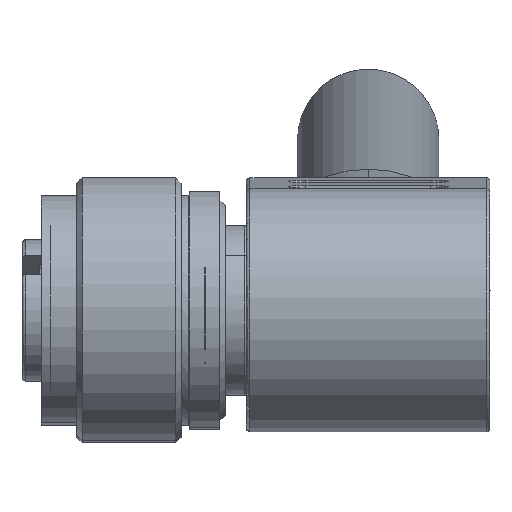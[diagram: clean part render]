
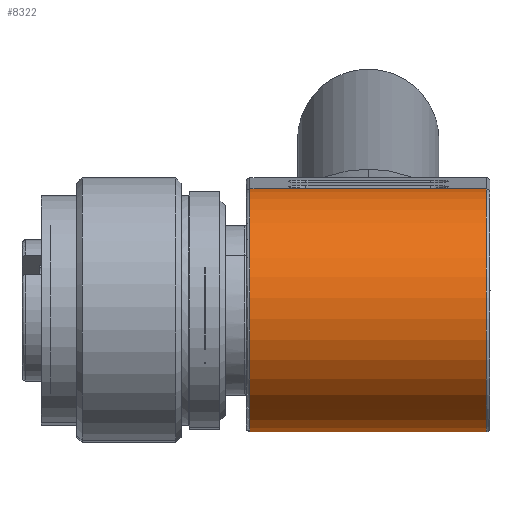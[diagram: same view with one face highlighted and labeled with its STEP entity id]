
A CAD part, top view. The second image highlights one B-rep face of the part: STEP entity #8322.
In plain terms, the highlighted cylindrical face has radius 6.891 mm (diameter 13.782 mm), a partial arc.
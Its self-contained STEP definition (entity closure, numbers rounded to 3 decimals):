
#2007=CARTESIAN_POINT('',(15.125,0.,
0.));
#2008=DIRECTION('',(1.,0.,0.));
#2009=DIRECTION('',(0.,0.997,0.077));
#2010=AXIS2_PLACEMENT_3D('',#2007,#2008,#2009);
#2027=DIRECTION('',(1.,0.,0.));
#2028=VECTOR('',#2027,13.38);
#2029=CARTESIAN_POINT('',(15.125,6.871,0.529));
#2030=LINE('',#2029,#2028);
#2031=DIRECTION('',(-1.,0.,0.));
#2032=VECTOR('',#2031,13.38);
#2033=CARTESIAN_POINT('',(28.505,-6.871,
-0.529));
#2034=LINE('',#2033,#2032);
#2284=CARTESIAN_POINT('',(28.505,0.,
0.));
#2285=DIRECTION('',(-1.,0.,0.));
#2286=DIRECTION('',(0.,-0.997,-0.077));
#2287=AXIS2_PLACEMENT_3D('',#2284,#2285,#2286);
#5041=CARTESIAN_POINT('',(28.505,-6.871,
-0.529));
#5042=VERTEX_POINT('',#5041);
#5045=CARTESIAN_POINT('',(15.125,-6.871,
-0.529));
#5046=VERTEX_POINT('',#5045);
#5071=CARTESIAN_POINT('',(15.125,6.871,0.529));
#5072=VERTEX_POINT('',#5071);
#5075=CARTESIAN_POINT('',(28.505,6.871,0.529));
#5076=VERTEX_POINT('',#5075);
#8308=CARTESIAN_POINT('',(14.858,0.,
0.));
#8309=DIRECTION('',(1.,0.,0.));
#8310=DIRECTION('',(0.,0.997,0.077));
#8311=AXIS2_PLACEMENT_3D('',#8308,#8309,#8310);
#8312=CYLINDRICAL_SURFACE('',#8311,6.891);
#8313=ORIENTED_EDGE('',*,*,#8298,.F.);
#8315=ORIENTED_EDGE('',*,*,#8314,.T.);
#8317=ORIENTED_EDGE('',*,*,#8316,.F.);
#8319=ORIENTED_EDGE('',*,*,#8318,.T.);
#8320=EDGE_LOOP('',(#8313,#8315,#8317,#8319));
#8321=FACE_OUTER_BOUND('',#8320,.F.);
#2011=CIRCLE('',#2010,6.891);
#2288=CIRCLE('',#2287,6.891);
#8298=EDGE_CURVE('',#5072,#5046,#2011,.T.);
#8314=EDGE_CURVE('',#5072,#5076,#2030,.T.);
#8316=EDGE_CURVE('',#5042,#5076,#2288,.T.);
#8318=EDGE_CURVE('',#5042,#5046,#2034,.T.);
#8322=ADVANCED_FACE('',(#8321),#8312,.T.);
